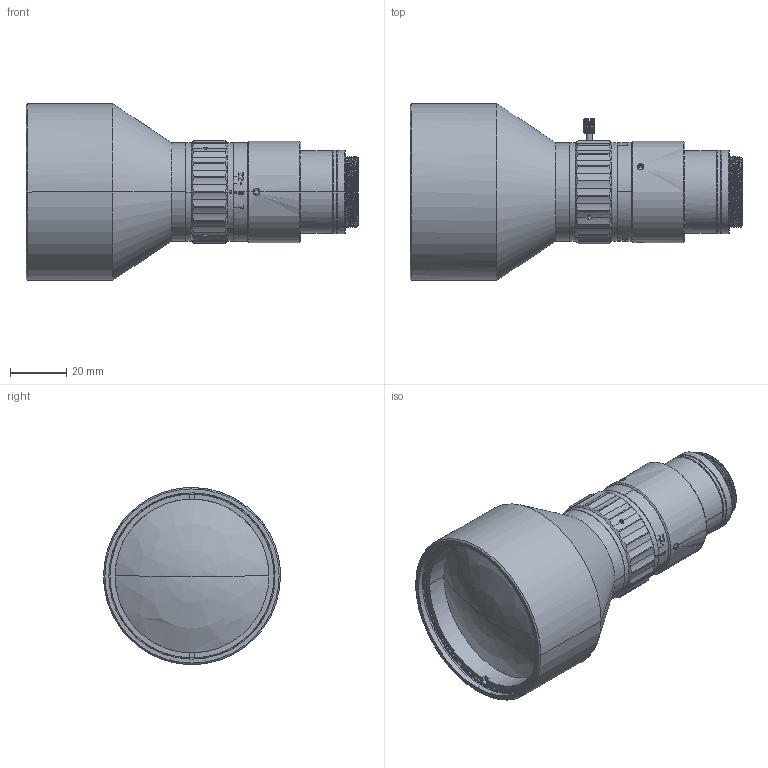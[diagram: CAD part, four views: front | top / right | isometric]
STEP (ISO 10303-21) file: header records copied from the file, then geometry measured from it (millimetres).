
FILE_DESCRIPTION (( 'STEP AP203' ), '1' );
FILE_NAME ('610050.STEP', '2021-01-26T15:10:30', ( '' ), ( '' ), 'SwSTEP 2.0', 'SolidWorks 2019', '' );
FILE_SCHEMA (( 'CONFIG_CONTROL_DESIGN' ));
Length unit declared in the file: millimetre
Products named in the file (1): 610050
Bounding box: 118.2 x 63 x 63 mm (x, y, z)
Surface area: 32713.3 mm2 (no closed solid volume)
Topology: 0 solids, 11 shells, 528 faces, 1510 edges, 1001 vertices
Faces by surface type: bspline 528
Entity records: 26063 total; most frequent: CARTESIAN_POINT 17273, ORIENTED_EDGE 2928, EDGE_CURVE 1506, B_SPLINE_CURVE_WITH_KNOTS 1285, VERTEX_POINT 1001, EDGE_LOOP 563, ADVANCED_FACE 528, FACE_OUTER_BOUND 528
